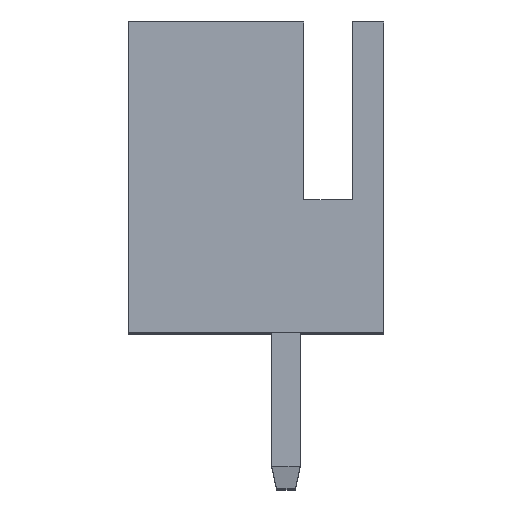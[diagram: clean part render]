
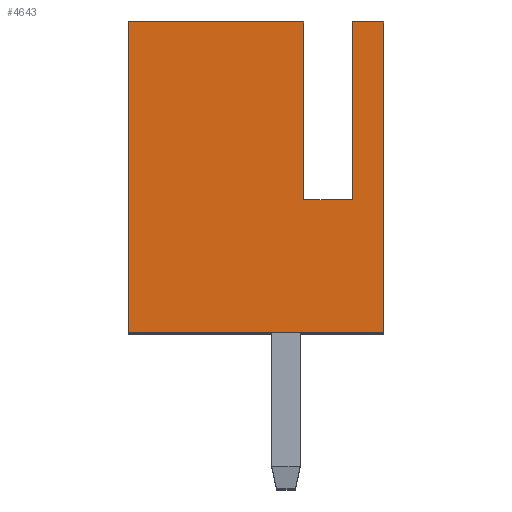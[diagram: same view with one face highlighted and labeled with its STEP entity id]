
A CAD part, top view. The second image highlights one B-rep face of the part: STEP entity #4643.
In plain terms, the highlighted planar face has unit normal (0, 0, 1).
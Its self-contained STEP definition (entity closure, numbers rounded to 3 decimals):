
#139 = CARTESIAN_POINT ( 'NONE',  ( 0.4, 7., 2.5 ) ) ;
#176 = CARTESIAN_POINT ( 'NONE',  ( -3.55, 0., 2.5 ) ) ;
#209 = CARTESIAN_POINT ( 'NONE',  ( -3.55, 7., 2.5 ) ) ;
#297 = AXIS2_PLACEMENT_3D ( 'NONE', #2558, #9321, #9259 ) ;
#748 = DIRECTION ( 'NONE',  ( 0., 1., 0. ) ) ;
#856 = CARTESIAN_POINT ( 'NONE',  ( -3.55, 0., 2.5 ) ) ;
#1028 = CARTESIAN_POINT ( 'NONE',  ( -3.55, 3., 2.5 ) ) ;
#1087 = LINE ( 'NONE', #3587, #6219 ) ;
#1117 = LINE ( 'NONE', #856, #5417 ) ;
#1130 = CARTESIAN_POINT ( 'NONE',  ( 0.4, 3., 2.5 ) ) ;
#1149 = LINE ( 'NONE', #1028, #2108 ) ;
#1198 = DIRECTION ( 'NONE',  ( 1., 0., 0. ) ) ;
#1563 = CARTESIAN_POINT ( 'NONE',  ( 1.5, 7., 2.5 ) ) ;
#1671 = ORIENTED_EDGE ( 'NONE', *, *, #7644, .F. ) ;
#1695 = CARTESIAN_POINT ( 'NONE',  ( -3.55, 7., 2.5 ) ) ;
#1706 = VERTEX_POINT ( 'NONE', #1130 ) ;
#2057 = LINE ( 'NONE', #209, #4169 ) ;
#2108 = VECTOR ( 'NONE', #6036, 1000. ) ;
#2348 = FACE_OUTER_BOUND ( 'NONE', #5206, .T. ) ;
#2388 = ORIENTED_EDGE ( 'NONE', *, *, #6771, .T. ) ;
#2394 = PLANE ( 'NONE',  #297 ) ;
#2448 = VERTEX_POINT ( 'NONE', #1695 ) ;
#2558 = CARTESIAN_POINT ( 'NONE',  ( -3.55, 7., 2.5 ) ) ;
#2577 = EDGE_CURVE ( 'NONE', #1706, #9441, #1149, .T. ) ;
#2612 = DIRECTION ( 'NONE',  ( 0., -1., 0. ) ) ;
#2652 = CARTESIAN_POINT ( 'NONE',  ( 1.5, 3., 2.5 ) ) ;
#2663 = EDGE_CURVE ( 'NONE', #7067, #2945, #1117, .T. ) ;
#2714 = CARTESIAN_POINT ( 'NONE',  ( 2.2, 7., 2.5 ) ) ;
#2945 = VERTEX_POINT ( 'NONE', #176 ) ;
#3333 = CARTESIAN_POINT ( 'NONE',  ( 2.2, 0., 2.5 ) ) ;
#3414 = VECTOR ( 'NONE', #5857, 1000. ) ;
#3587 = CARTESIAN_POINT ( 'NONE',  ( -3.55, 7., 2.5 ) ) ;
#3684 = DIRECTION ( 'NONE',  ( -1., 0., 0. ) ) ;
#4089 = CARTESIAN_POINT ( 'NONE',  ( 1.5, 7., 2.5 ) ) ;
#4169 = VECTOR ( 'NONE', #1198, 1000. ) ;
#4313 = EDGE_CURVE ( 'NONE', #6198, #1706, #7082, .T. ) ;
#4452 = EDGE_CURVE ( 'NONE', #5913, #7067, #5661, .T. ) ;
#4643 = ADVANCED_FACE ( 'NONE', ( #2348 ), #2394, .F. ) ;
#4877 = VECTOR ( 'NONE', #748, 1000. ) ;
#5063 = ORIENTED_EDGE ( 'NONE', *, *, #2663, .F. ) ;
#5206 = EDGE_LOOP ( 'NONE', ( #5478, #7496, #2388, #5063, #9953, #5273, #1671, #7219 ) ) ;
#5273 = ORIENTED_EDGE ( 'NONE', *, *, #7444, .T. ) ;
#5372 = LINE ( 'NONE', #10394, #8701 ) ;
#5417 = VECTOR ( 'NONE', #9399, 1000. ) ;
#5478 = ORIENTED_EDGE ( 'NONE', *, *, #4313, .F. ) ;
#5661 = LINE ( 'NONE', #6685, #3414 ) ;
#5857 = DIRECTION ( 'NONE',  ( 0., -1., 0. ) ) ;
#5913 = VERTEX_POINT ( 'NONE', #2714 ) ;
#6036 = DIRECTION ( 'NONE',  ( 1., 0., 0. ) ) ;
#6198 = VERTEX_POINT ( 'NONE', #139 ) ;
#6219 = VECTOR ( 'NONE', #2612, 1000. ) ;
#6378 = CARTESIAN_POINT ( 'NONE',  ( 0.4, 7., 2.5 ) ) ;
#6685 = CARTESIAN_POINT ( 'NONE',  ( 2.2, 7., 2.5 ) ) ;
#6771 = EDGE_CURVE ( 'NONE', #2448, #2945, #1087, .T. ) ;
#7067 = VERTEX_POINT ( 'NONE', #3333 ) ;
#7082 = LINE ( 'NONE', #6378, #7573 ) ;
#7219 = ORIENTED_EDGE ( 'NONE', *, *, #2577, .F. ) ;
#7444 = EDGE_CURVE ( 'NONE', #5913, #8049, #5372, .T. ) ;
#7450 = EDGE_CURVE ( 'NONE', #2448, #6198, #2057, .T. ) ;
#7496 = ORIENTED_EDGE ( 'NONE', *, *, #7450, .F. ) ;
#7573 = VECTOR ( 'NONE', #8872, 1000. ) ;
#7644 = EDGE_CURVE ( 'NONE', #9441, #8049, #8415, .T. ) ;
#8049 = VERTEX_POINT ( 'NONE', #4089 ) ;
#8415 = LINE ( 'NONE', #1563, #4877 ) ;
#8701 = VECTOR ( 'NONE', #3684, 1000. ) ;
#8872 = DIRECTION ( 'NONE',  ( 0., -1., 0. ) ) ;
#9259 = DIRECTION ( 'NONE',  ( -1., 0., 0. ) ) ;
#9321 = DIRECTION ( 'NONE',  ( 0., 0., -1. ) ) ;
#9399 = DIRECTION ( 'NONE',  ( -1., 0., 0. ) ) ;
#9441 = VERTEX_POINT ( 'NONE', #2652 ) ;
#9953 = ORIENTED_EDGE ( 'NONE', *, *, #4452, .F. ) ;
#10394 = CARTESIAN_POINT ( 'NONE',  ( -3.55, 7., 2.5 ) ) ;
